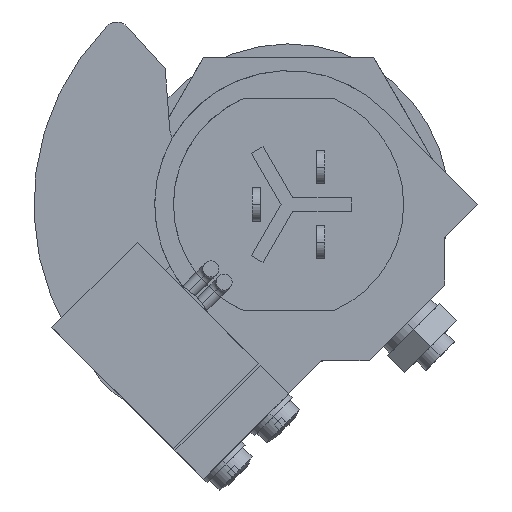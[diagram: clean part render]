
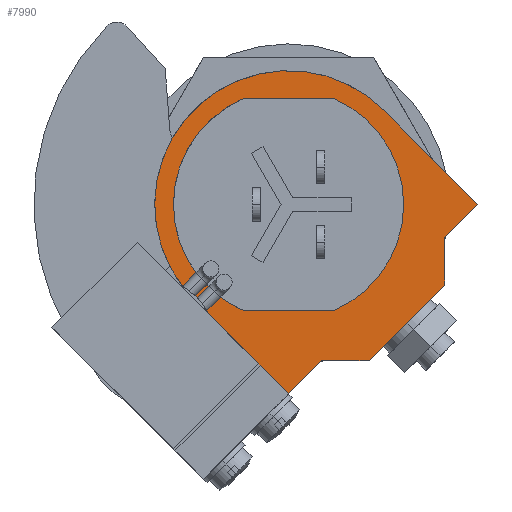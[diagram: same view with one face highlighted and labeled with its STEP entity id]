
A CAD part, left-side view. The second image highlights one B-rep face of the part: STEP entity #7990.
In plain terms, the highlighted face is planar.
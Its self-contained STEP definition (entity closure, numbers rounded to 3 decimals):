
#18 = CARTESIAN_POINT ( 'NONE',  ( -10., -5.8, 5. ) ) ;
#27 = VERTEX_POINT ( 'NONE', #546 ) ;
#67 = VERTEX_POINT ( 'NONE', #3996 ) ;
#210 = EDGE_CURVE ( 'NONE', #5407, #7217, #5987, .T. ) ;
#272 = DIRECTION ( 'NONE',  ( 1., 0., 0. ) ) ;
#279 = VECTOR ( 'NONE', #8689, 1000. ) ;
#313 = CARTESIAN_POINT ( 'NONE',  ( -7.989, -3.183, 5. ) ) ;
#411 = VERTEX_POINT ( 'NONE', #2377 ) ;
#464 = CARTESIAN_POINT ( 'NONE',  ( -10., -10., 5. ) ) ;
#476 = CARTESIAN_POINT ( 'NONE',  ( 0., 0., 5. ) ) ;
#493 = DIRECTION ( 'NONE',  ( 1., 0., 0. ) ) ;
#546 = CARTESIAN_POINT ( 'NONE',  ( 6.5, -10., 5. ) ) ;
#744 = VECTOR ( 'NONE', #2536, 1000. ) ;
#903 = EDGE_CURVE ( 'NONE', #4846, #5693, #8346, .T. ) ;
#924 = ORIENTED_EDGE ( 'NONE', *, *, #2588, .F. ) ;
#1029 = CARTESIAN_POINT ( 'NONE',  ( 6.5, -10., 5. ) ) ;
#1116 = CARTESIAN_POINT ( 'NONE',  ( 7.989, 3.183, 5. ) ) ;
#1125 = AXIS2_PLACEMENT_3D ( 'NONE', #3262, #1921, #6040 ) ;
#1164 = CARTESIAN_POINT ( 'NONE',  ( 0., 0., 5. ) ) ;
#1173 = VECTOR ( 'NONE', #1817, 1000. ) ;
#1188 = EDGE_CURVE ( 'NONE', #6421, #5407, #4768, .T. ) ;
#1234 = EDGE_CURVE ( 'NONE', #8393, #3924, #4341, .T. ) ;
#1335 = VECTOR ( 'NONE', #272, 1000. ) ;
#1552 = CARTESIAN_POINT ( 'NONE',  ( -8.6, 0., 5. ) ) ;
#1589 = LINE ( 'NONE', #7993, #1173 ) ;
#1704 = CARTESIAN_POINT ( 'NONE',  ( 10., 0., 5. ) ) ;
#1722 = VERTEX_POINT ( 'NONE', #4539 ) ;
#1730 = ORIENTED_EDGE ( 'NONE', *, *, #6689, .T. ) ;
#1761 = EDGE_CURVE ( 'NONE', #8404, #7313, #6291, .T. ) ;
#1817 = DIRECTION ( 'NONE',  ( 0., 1., 0. ) ) ;
#1828 = DIRECTION ( 'NONE',  ( 1., 0., 0. ) ) ;
#1843 = DIRECTION ( 'NONE',  ( 1., 0., 0. ) ) ;
#1882 = LINE ( 'NONE', #8892, #6952 ) ;
#1921 = DIRECTION ( 'NONE',  ( 0., 0., 1. ) ) ;
#1930 = AXIS2_PLACEMENT_3D ( 'NONE', #8733, #4587, #493 ) ;
#2049 = CARTESIAN_POINT ( 'NONE',  ( -7.989, -3.183, 5. ) ) ;
#2124 = CARTESIAN_POINT ( 'NONE',  ( -10., 0., 5. ) ) ;
#2165 = CARTESIAN_POINT ( 'NONE',  ( -9.92, 1.26, 5. ) ) ;
#2228 = LINE ( 'NONE', #5748, #7508 ) ;
#2377 = CARTESIAN_POINT ( 'NONE',  ( -4., -12.5, 5. ) ) ;
#2497 = CARTESIAN_POINT ( 'NONE',  ( 10., -10., 5. ) ) ;
#2536 = DIRECTION ( 'NONE',  ( 0., -1., 0. ) ) ;
#2579 = DIRECTION ( 'NONE',  ( 1., 0., 0. ) ) ;
#2588 = EDGE_CURVE ( 'NONE', #3536, #8393, #5742, .T. ) ;
#2613 = ORIENTED_EDGE ( 'NONE', *, *, #6380, .F. ) ;
#2618 = VECTOR ( 'NONE', #5831, 1000. ) ;
#2778 = DIRECTION ( 'NONE',  ( 0., 0., 1. ) ) ;
#2810 = CARTESIAN_POINT ( 'NONE',  ( -10., -7., 5. ) ) ;
#2999 = CIRCLE ( 'NONE', #5967, 8.6 ) ;
#3051 = VERTEX_POINT ( 'NONE', #2810 ) ;
#3087 = EDGE_LOOP ( 'NONE', ( #924, #4692, #4878, #2613, #5635 ) ) ;
#3098 = ORIENTED_EDGE ( 'NONE', *, *, #7400, .T. ) ;
#3177 = CARTESIAN_POINT ( 'NONE',  ( 10., 0., 5. ) ) ;
#3224 = CARTESIAN_POINT ( 'NONE',  ( -10., -10., 5. ) ) ;
#3262 = CARTESIAN_POINT ( 'NONE',  ( 0., 0., 5. ) ) ;
#3305 = AXIS2_PLACEMENT_3D ( 'NONE', #476, #5217, #1828 ) ;
#3329 = ORIENTED_EDGE ( 'NONE', *, *, #903, .T. ) ;
#3383 = VERTEX_POINT ( 'NONE', #464 ) ;
#3506 = ORIENTED_EDGE ( 'NONE', *, *, #8609, .T. ) ;
#3505 = DIRECTION ( 'NONE',  ( 0., -1., 0. ) ) ;
#3536 = VERTEX_POINT ( 'NONE', #2049 ) ;
#3621 = VECTOR ( 'NONE', #8312, 1000. ) ;
#3638 = VERTEX_POINT ( 'NONE', #2165 ) ;
#3869 = CIRCLE ( 'NONE', #1930, 4.75 ) ;
#3924 = VERTEX_POINT ( 'NONE', #1116 ) ;
#3981 = EDGE_CURVE ( 'NONE', #7217, #3051, #6452, .T. ) ;
#3996 = CARTESIAN_POINT ( 'NONE',  ( 4., -12.5, 5. ) ) ;
#4149 = VECTOR ( 'NONE', #3505, 1000. ) ;
#4292 = EDGE_CURVE ( 'NONE', #1722, #411, #2228, .T. ) ;
#4341 = CIRCLE ( 'NONE', #1125, 8.6 ) ;
#4539 = CARTESIAN_POINT ( 'NONE',  ( -6.5, -10., 5. ) ) ;
#4564 = VECTOR ( 'NONE', #5958, 1000. ) ;
#4587 = DIRECTION ( 'NONE',  ( 0., 0., 1. ) ) ;
#4692 = ORIENTED_EDGE ( 'NONE', *, *, #7653, .F. ) ;
#4736 = ORIENTED_EDGE ( 'NONE', *, *, #3981, .T. ) ;
#4768 = LINE ( 'NONE', #3224, #4564 ) ;
#4807 = LINE ( 'NONE', #2497, #6440 ) ;
#4815 = EDGE_CURVE ( 'NONE', #3383, #1722, #7298, .T. ) ;
#4846 = VERTEX_POINT ( 'NONE', #6967 ) ;
#4878 = ORIENTED_EDGE ( 'NONE', *, *, #1761, .F. ) ;
#5066 = CARTESIAN_POINT ( 'NONE',  ( 4., -12.5, 5. ) ) ;
#5138 = DIRECTION ( 'NONE',  ( 0.707, 0.707, 0. ) ) ;
#5152 = ORIENTED_EDGE ( 'NONE', *, *, #4292, .T. ) ;
#5217 = DIRECTION ( 'NONE',  ( 0., 0., 1. ) ) ;
#5407 = VERTEX_POINT ( 'NONE', #18 ) ;
#5420 = LINE ( 'NONE', #5066, #1335 ) ;
#5476 = CARTESIAN_POINT ( 'NONE',  ( -10., -1.521, 5. ) ) ;
#5489 = AXIS2_PLACEMENT_3D ( 'NONE', #6009, #6708, #2579 ) ;
#5635 = ORIENTED_EDGE ( 'NONE', *, *, #1234, .F. ) ;
#5693 = VERTEX_POINT ( 'NONE', #3177 ) ;
#5726 = CARTESIAN_POINT ( 'NONE',  ( -3.183, -7.989, 5. ) ) ;
#5742 = LINE ( 'NONE', #313, #279 ) ;
#5743 = AXIS2_PLACEMENT_3D ( 'NONE', #1164, #5960, #1843 ) ;
#5748 = CARTESIAN_POINT ( 'NONE',  ( -4., -12.5, 5. ) ) ;
#5749 = CARTESIAN_POINT ( 'NONE',  ( 3.183, 7.989, 5. ) ) ;
#5831 = DIRECTION ( 'NONE',  ( 0., 1., 0. ) ) ;
#5917 = FACE_OUTER_BOUND ( 'NONE', #8153, .T. ) ;
#5939 = DIRECTION ( 'NONE',  ( 1., 0., 0. ) ) ;
#5946 = PLANE ( 'NONE',  #3305 ) ;
#5958 = DIRECTION ( 'NONE',  ( 0., -1., 0. ) ) ;
#5960 = DIRECTION ( 'NONE',  ( 0., 0., 1. ) ) ;
#5967 = AXIS2_PLACEMENT_3D ( 'NONE', #6919, #2778, #7604 ) ;
#5987 = LINE ( 'NONE', #2124, #4149 ) ;
#6009 = CARTESIAN_POINT ( 'NONE',  ( 0., 0., 5. ) ) ;
#6040 = DIRECTION ( 'NONE',  ( 1., 0., 0. ) ) ;
#6119 = FACE_BOUND ( 'NONE', #3087, .T. ) ;
#6291 = CIRCLE ( 'NONE', #5489, 8.6 ) ;
#6349 = LINE ( 'NONE', #1029, #8182 ) ;
#6380 = EDGE_CURVE ( 'NONE', #3924, #8404, #1882, .T. ) ;
#6421 = VERTEX_POINT ( 'NONE', #5476 ) ;
#6440 = VECTOR ( 'NONE', #5939, 1000. ) ;
#6452 = LINE ( 'NONE', #8728, #744 ) ;
#6568 = ORIENTED_EDGE ( 'NONE', *, *, #7996, .F. ) ;
#6588 = ORIENTED_EDGE ( 'NONE', *, *, #1188, .T. ) ;
#6689 = EDGE_CURVE ( 'NONE', #411, #67, #5420, .T. ) ;
#6708 = DIRECTION ( 'NONE',  ( 0., 0., 1. ) ) ;
#6811 = DIRECTION ( 'NONE',  ( -0.707, 0.707, 0. ) ) ;
#6919 = CARTESIAN_POINT ( 'NONE',  ( 0., 0., 5. ) ) ;
#6952 = VECTOR ( 'NONE', #6811, 1000. ) ;
#6967 = CARTESIAN_POINT ( 'NONE',  ( 10., -10., 5. ) ) ;
#6984 = ORIENTED_EDGE ( 'NONE', *, *, #4815, .T. ) ;
#7017 = ORIENTED_EDGE ( 'NONE', *, *, #210, .T. ) ;
#7217 = VERTEX_POINT ( 'NONE', #7737 ) ;
#7298 = LINE ( 'NONE', #7621, #3621 ) ;
#7313 = VERTEX_POINT ( 'NONE', #1552 ) ;
#7400 = EDGE_CURVE ( 'NONE', #67, #27, #6349, .T. ) ;
#7485 = ORIENTED_EDGE ( 'NONE', *, *, #8594, .T. ) ;
#7508 = VECTOR ( 'NONE', #7779, 1000. ) ;
#7604 = DIRECTION ( 'NONE',  ( 1., 0., 0. ) ) ;
#7621 = CARTESIAN_POINT ( 'NONE',  ( -6.5, -10., 5. ) ) ;
#7653 = EDGE_CURVE ( 'NONE', #7313, #3536, #2999, .T. ) ;
#7737 = CARTESIAN_POINT ( 'NONE',  ( -10., -6.8, 5. ) ) ;
#7779 = DIRECTION ( 'NONE',  ( 0.707, -0.707, 0. ) ) ;
#7990 = ADVANCED_FACE ( 'NONE', ( #5917, #6119 ), #5946, .T. ) ;
#7993 = CARTESIAN_POINT ( 'NONE',  ( -10., 0., 5. ) ) ;
#7996 = EDGE_CURVE ( 'NONE', #6421, #3638, #3869, .T. ) ;
#8153 = EDGE_LOOP ( 'NONE', ( #6568, #6588, #7017, #4736, #8451, #6984, #5152, #1730, #3098, #7485, #3329, #3506 ) ) ;
#8182 = VECTOR ( 'NONE', #5138, 1000. ) ;
#8265 = CIRCLE ( 'NONE', #5743, 10. ) ;
#8312 = DIRECTION ( 'NONE',  ( 1., 0., 0. ) ) ;
#8346 = LINE ( 'NONE', #1704, #2618 ) ;
#8393 = VERTEX_POINT ( 'NONE', #5726 ) ;
#8404 = VERTEX_POINT ( 'NONE', #5749 ) ;
#8451 = ORIENTED_EDGE ( 'NONE', *, *, #8577, .F. ) ;
#8577 = EDGE_CURVE ( 'NONE', #3383, #3051, #1589, .T. ) ;
#8594 = EDGE_CURVE ( 'NONE', #27, #4846, #4807, .T. ) ;
#8609 = EDGE_CURVE ( 'NONE', #5693, #3638, #8265, .T. ) ;
#8689 = DIRECTION ( 'NONE',  ( 0.707, -0.707, 0. ) ) ;
#8728 = CARTESIAN_POINT ( 'NONE',  ( -10., -10., 5. ) ) ;
#8733 = CARTESIAN_POINT ( 'NONE',  ( -14.5, 0., 5. ) ) ;
#8892 = CARTESIAN_POINT ( 'NONE',  ( 7.989, 3.183, 5. ) ) ;
